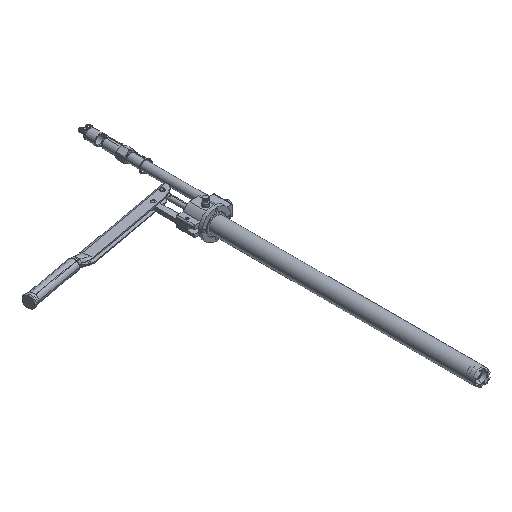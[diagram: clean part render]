
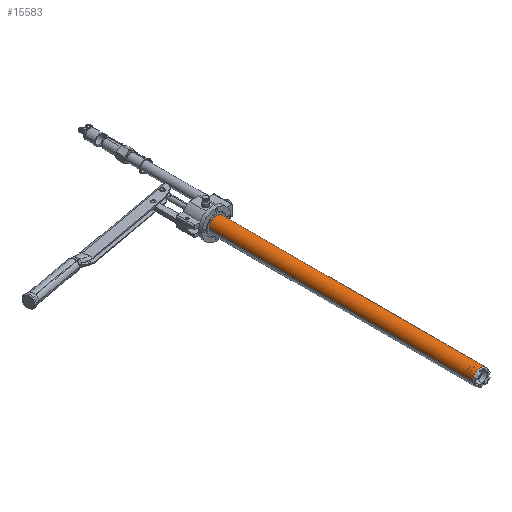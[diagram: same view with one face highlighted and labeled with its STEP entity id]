
A CAD part, isometric view. The second image highlights one B-rep face of the part: STEP entity #15583.
In plain terms, the highlighted cylindrical face has radius 16 mm (diameter 32 mm), a partial arc.
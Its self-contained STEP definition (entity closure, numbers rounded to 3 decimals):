
#4969=CARTESIAN_POINT('',(0.,-23.5,0.));
#4970=DIRECTION('',(0.,-1.,0.));
#4971=DIRECTION('',(1.,0.,0.));
#4972=AXIS2_PLACEMENT_3D('',#4969,#4970,#4971);
#4983=CARTESIAN_POINT('',(0.,-569.,0.));
#4984=DIRECTION('',(0.,1.,0.));
#4985=DIRECTION('',(0.,0.,1.));
#4986=AXIS2_PLACEMENT_3D('',#4983,#4984,#4985);
#4988=CARTESIAN_POINT('',(0.,-569.,0.));
#4989=DIRECTION('',(0.,1.,0.));
#4990=DIRECTION('',(-1.,0.,0.));
#4991=AXIS2_PLACEMENT_3D('',#4988,#4989,#4990);
#4993=DIRECTION('',(0.,-1.,0.));
#4994=VECTOR('',#4993,545.5);
#4995=CARTESIAN_POINT('',(-16.,-23.5,0.));
#4996=LINE('',#4995,#4994);
#5007=DIRECTION('',(0.,1.,0.));
#5008=VECTOR('',#5007,545.5);
#5009=CARTESIAN_POINT('',(16.,-569.,0.));
#5010=LINE('',#5009,#5008);
#8662=CARTESIAN_POINT('',(16.,-23.5,0.));
#8663=CARTESIAN_POINT('',(-16.,-23.5,0.));
#8664=VERTEX_POINT('',#8662);
#8665=VERTEX_POINT('',#8663);
#8674=CARTESIAN_POINT('',(0.,-569.,16.));
#8675=CARTESIAN_POINT('',(16.,-569.,0.));
#8676=VERTEX_POINT('',#8674);
#8677=VERTEX_POINT('',#8675);
#8678=CARTESIAN_POINT('',(-16.,-569.,0.));
#8679=VERTEX_POINT('',#8678);
#15567=CARTESIAN_POINT('',(0.,19.5,0.));
#15568=DIRECTION('',(0.,-1.,0.));
#15569=DIRECTION('',(-1.,0.,0.));
#15570=AXIS2_PLACEMENT_3D('',#15567,#15568,#15569);
#15571=CYLINDRICAL_SURFACE('',#15570,16.);
#15573=ORIENTED_EDGE('',*,*,#15572,.F.);
#15575=ORIENTED_EDGE('',*,*,#15574,.F.);
#15577=ORIENTED_EDGE('',*,*,#15576,.F.);
#15579=ORIENTED_EDGE('',*,*,#15578,.F.);
#15580=ORIENTED_EDGE('',*,*,#15548,.F.);
#15581=EDGE_LOOP('',(#15573,#15575,#15577,#15579,#15580));
#15582=FACE_OUTER_BOUND('',#15581,.F.);
#15583=ADVANCED_FACE('',(#15582),#15571,.T.);
#4973=CIRCLE('',#4972,16.);
#4987=CIRCLE('',#4986,16.);
#4992=CIRCLE('',#4991,16.);
#15548=EDGE_CURVE('',#8664,#8665,#4973,.T.);
#15572=EDGE_CURVE('',#8677,#8664,#5010,.T.);
#15574=EDGE_CURVE('',#8676,#8677,#4987,.T.);
#15576=EDGE_CURVE('',#8679,#8676,#4992,.T.);
#15578=EDGE_CURVE('',#8665,#8679,#4996,.T.);
